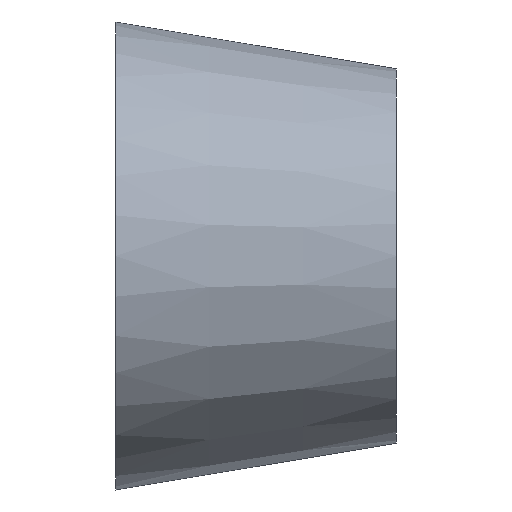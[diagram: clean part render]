
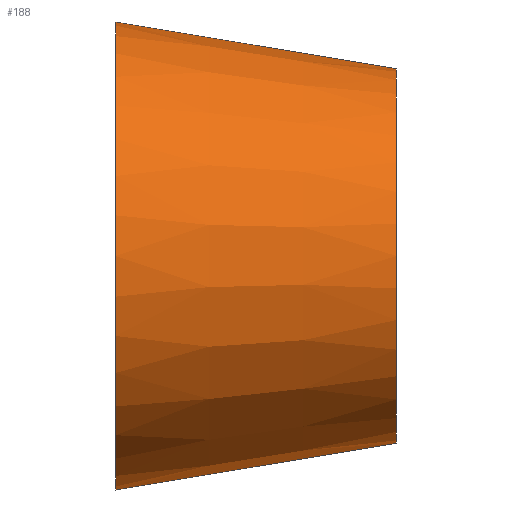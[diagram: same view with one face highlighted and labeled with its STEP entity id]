
A CAD part, front view. The second image highlights one B-rep face of the part: STEP entity #188.
In plain terms, the highlighted conical face has half-angle 9.462 degrees and reference radius 10 mm.
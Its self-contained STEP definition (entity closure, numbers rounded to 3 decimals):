
#18 = ORIENTED_EDGE ( 'NONE', *, *, #61, .F. ) ;
#28 = VERTEX_POINT ( 'NONE', #32 ) ;
#32 = CARTESIAN_POINT ( 'NONE',  ( 0., 0., -12.5 ) ) ;
#37 = CONICAL_SURFACE ( 'NONE', #130, 10., 0.165 ) ;
#38 = CARTESIAN_POINT ( 'NONE',  ( 0., 0., 0. ) ) ;
#41 = CARTESIAN_POINT ( 'NONE',  ( 15., 0., 0. ) ) ;
#61 = EDGE_CURVE ( 'NONE', #178, #186, #137, .T. ) ;
#83 = AXIS2_PLACEMENT_3D ( 'NONE', #241, #240, #199 ) ;
#97 = FACE_OUTER_BOUND ( 'NONE', #224, .T. ) ;
#106 = CARTESIAN_POINT ( 'NONE',  ( 15., 0., -10. ) ) ;
#114 = CARTESIAN_POINT ( 'NONE',  ( 15., 0., -10. ) ) ;
#116 = DIRECTION ( 'NONE',  ( 0., 0., 1. ) ) ;
#118 = VECTOR ( 'NONE', #222, 1000. ) ;
#119 = ORIENTED_EDGE ( 'NONE', *, *, #237, .T. ) ;
#126 = VERTEX_POINT ( 'NONE', #187 ) ;
#130 = AXIS2_PLACEMENT_3D ( 'NONE', #41, #207, #116 ) ;
#132 = EDGE_CURVE ( 'NONE', #178, #126, #143, .T. ) ;
#137 = CIRCLE ( 'NONE', #83, 10. ) ;
#142 = VECTOR ( 'NONE', #185, 1000. ) ;
#143 = LINE ( 'NONE', #162, #142 ) ;
#148 = EDGE_CURVE ( 'NONE', #186, #28, #150, .T. ) ;
#150 = LINE ( 'NONE', #106, #118 ) ;
#151 = ORIENTED_EDGE ( 'NONE', *, *, #132, .T. ) ;
#162 = CARTESIAN_POINT ( 'NONE',  ( 15., 0., 10. ) ) ;
#169 = DIRECTION ( 'NONE',  ( 0., 0., -1. ) ) ;
#170 = AXIS2_PLACEMENT_3D ( 'NONE', #38, #230, #169 ) ;
#178 = VERTEX_POINT ( 'NONE', #247 ) ;
#179 = CIRCLE ( 'NONE', #170, 12.5 ) ;
#181 = ORIENTED_EDGE ( 'NONE', *, *, #148, .F. ) ;
#185 = DIRECTION ( 'NONE',  ( -0.986, 0., 0.164 ) ) ;
#186 = VERTEX_POINT ( 'NONE', #114 ) ;
#187 = CARTESIAN_POINT ( 'NONE',  ( 0., 0., 12.5 ) ) ;
#188 = ADVANCED_FACE ( 'NONE', ( #97 ), #37, .T. ) ;
#199 = DIRECTION ( 'NONE',  ( 0., 0., -1. ) ) ;
#207 = DIRECTION ( 'NONE',  ( -1., 0., 0. ) ) ;
#222 = DIRECTION ( 'NONE',  ( -0.986, 0., -0.164 ) ) ;
#224 = EDGE_LOOP ( 'NONE', ( #181, #18, #151, #119 ) ) ;
#230 = DIRECTION ( 'NONE',  ( 1., 0., 0. ) ) ;
#237 = EDGE_CURVE ( 'NONE', #126, #28, #179, .T. ) ;
#240 = DIRECTION ( 'NONE',  ( 1., 0., 0. ) ) ;
#241 = CARTESIAN_POINT ( 'NONE',  ( 15., 0., 0. ) ) ;
#247 = CARTESIAN_POINT ( 'NONE',  ( 15., 0., 10. ) ) ;
